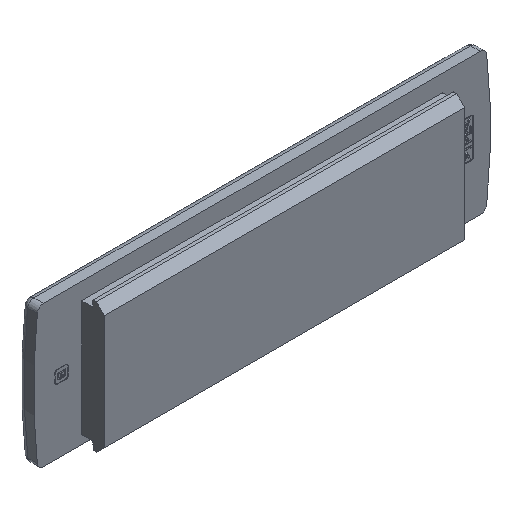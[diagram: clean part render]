
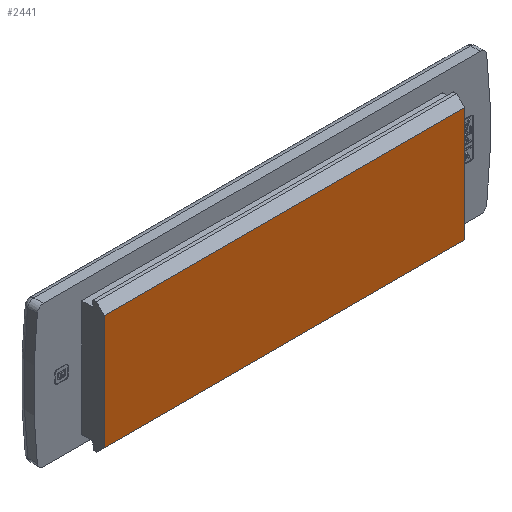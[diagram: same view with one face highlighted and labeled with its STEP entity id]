
A CAD part, isometric view. The second image highlights one B-rep face of the part: STEP entity #2441.
In plain terms, the highlighted planar face has unit normal (0, -1, 0).
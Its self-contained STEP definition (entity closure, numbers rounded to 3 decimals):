
#1030=FACE_OUTER_BOUND('',#3816,.T.);
#2441=ADVANCED_FACE('KES_ECO_T1',(#1030),#2914,.F.);
#2914=PLANE('',#14047);
#3816=EDGE_LOOP('',(#7691,#7692,#7693,#7694));
#7691=ORIENTED_EDGE('',*,*,#10938,.F.);
#7692=ORIENTED_EDGE('',*,*,#10939,.T.);
#7693=ORIENTED_EDGE('',*,*,#10940,.T.);
#7694=ORIENTED_EDGE('',*,*,#10941,.T.);
#9001=VERTEX_POINT('',#36958);
#9002=VERTEX_POINT('',#36959);
#9003=VERTEX_POINT('',#36961);
#9004=VERTEX_POINT('',#36963);
#10938=EDGE_CURVE('',#9001,#9002,#12212,.T.);
#10939=EDGE_CURVE('',#9001,#9003,#12213,.T.);
#10940=EDGE_CURVE('',#9003,#9004,#12214,.T.);
#10941=EDGE_CURVE('',#9004,#9002,#12215,.T.);
#12212=LINE('',#36957,#13502);
#12213=LINE('',#36960,#13503);
#12214=LINE('',#36962,#13504);
#12215=LINE('',#36964,#13505);
#13502=VECTOR('',#16360,1.);
#13503=VECTOR('',#16361,1.);
#13504=VECTOR('',#16362,1.);
#13505=VECTOR('',#16363,1.);
#14047=AXIS2_PLACEMENT_3D('',#36965,#16364,#16365);
#16360=DIRECTION('',(0.,0.,1.));
#16361=DIRECTION('',(1.,0.,0.));
#16362=DIRECTION('',(0.,0.,1.));
#16363=DIRECTION('',(-1.,0.,0.));
#16364=DIRECTION('',(0.,1.,0.));
#16365=DIRECTION('',(0.,0.,-1.));
#36957=CARTESIAN_POINT('',(-56.,0.,-21.987));
#36958=CARTESIAN_POINT('',(-56.,0.,-19.354));
#36959=CARTESIAN_POINT('',(-56.,0.,16.25));
#36960=CARTESIAN_POINT('',(56.,0.,-19.354));
#36961=CARTESIAN_POINT('',(56.,0.,-19.354));
#36962=CARTESIAN_POINT('',(56.,0.,-21.987));
#36963=CARTESIAN_POINT('',(56.,0.,16.25));
#36964=CARTESIAN_POINT('',(-56.,0.,16.25));
#36965=CARTESIAN_POINT('',(-55.75,0.,-17.75));
